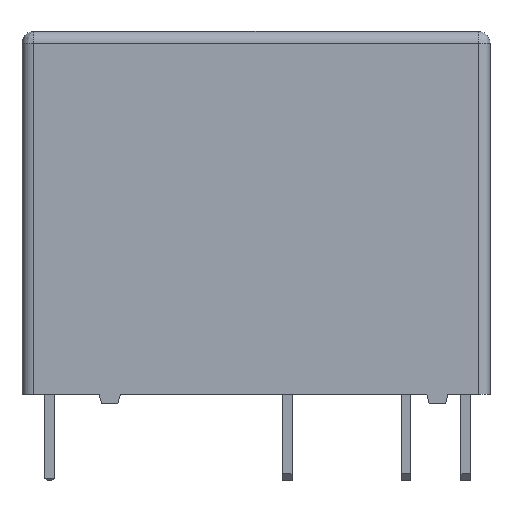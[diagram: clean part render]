
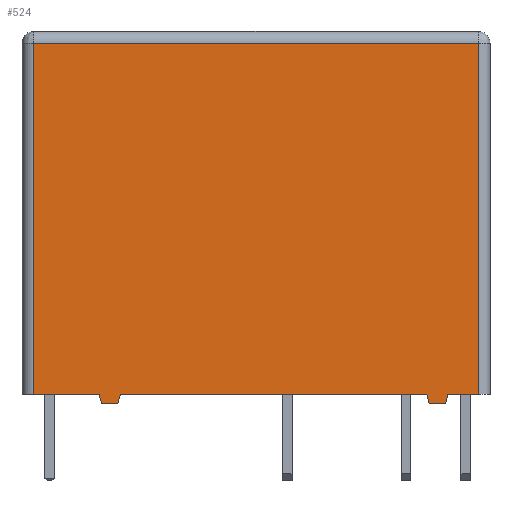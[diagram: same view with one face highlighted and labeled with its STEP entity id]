
A CAD part, front view. The second image highlights one B-rep face of the part: STEP entity #524.
In plain terms, the highlighted planar face has unit normal (0, -1, 0).
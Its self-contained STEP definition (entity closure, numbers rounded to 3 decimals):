
#13 = LINE ( 'NONE', #6784, #2044 ) ;
#368 = ORIENTED_EDGE ( 'NONE', *, *, #1026, .T. ) ;
#524 = ADVANCED_FACE ( 'NONE', ( #6523 ), #6412, .T. ) ;
#619 = EDGE_CURVE ( 'NONE', #13274, #5616, #3672, .T. ) ;
#769 = EDGE_CURVE ( 'NONE', #7238, #3756, #16473, .T. ) ;
#896 = EDGE_CURVE ( 'NONE', #3756, #7119, #17148, .T. ) ;
#1026 = EDGE_CURVE ( 'NONE', #5616, #13630, #2666, .T. ) ;
#1130 = CARTESIAN_POINT ( 'NONE',  ( -9.5, -5., 15.4 ) ) ;
#1133 = CARTESIAN_POINT ( 'NONE',  ( 7.3, -5., 0.4 ) ) ;
#1324 = EDGE_CURVE ( 'NONE', #13630, #15376, #8974, .T. ) ;
#1387 = ORIENTED_EDGE ( 'NONE', *, *, #12461, .T. ) ;
#1704 = EDGE_CURVE ( 'NONE', #4944, #3423, #10465, .T. ) ;
#2044 = VECTOR ( 'NONE', #3497, 1000. ) ;
#2174 = DIRECTION ( 'NONE',  ( 0.243, 0., 0.97 ) ) ;
#2226 = ORIENTED_EDGE ( 'NONE', *, *, #11762, .T. ) ;
#2232 = CARTESIAN_POINT ( 'NONE',  ( 9.5, -5., 8.004 ) ) ;
#2315 = DIRECTION ( 'NONE',  ( 0.243, 0., -0.97 ) ) ;
#2337 = VERTEX_POINT ( 'NONE', #20383 ) ;
#2666 = LINE ( 'NONE', #20977, #15203 ) ;
#3126 = DIRECTION ( 'NONE',  ( 0., -1., 0. ) ) ;
#3423 = VERTEX_POINT ( 'NONE', #14145 ) ;
#3451 = DIRECTION ( 'NONE',  ( 0., 0., -1. ) ) ;
#3497 = DIRECTION ( 'NONE',  ( -1., 0., 0. ) ) ;
#3537 = DIRECTION ( 'NONE',  ( 1., 0., 0. ) ) ;
#3672 = LINE ( 'NONE', #15500, #4513 ) ;
#3756 = VERTEX_POINT ( 'NONE', #9736 ) ;
#4513 = VECTOR ( 'NONE', #3451, 1000. ) ;
#4547 = ORIENTED_EDGE ( 'NONE', *, *, #1324, .T. ) ;
#4566 = EDGE_CURVE ( 'NONE', #10495, #2337, #17268, .T. ) ;
#4920 = DIRECTION ( 'NONE',  ( 1., 0., 0. ) ) ;
#4944 = VERTEX_POINT ( 'NONE', #9821 ) ;
#5536 = VECTOR ( 'NONE', #6307, 1000. ) ;
#5616 = VERTEX_POINT ( 'NONE', #11095 ) ;
#6307 = DIRECTION ( 'NONE',  ( 1., 0., 0. ) ) ;
#6412 = PLANE ( 'NONE',  #12922 ) ;
#6523 = FACE_OUTER_BOUND ( 'NONE', #13584, .T. ) ;
#6591 = ORIENTED_EDGE ( 'NONE', *, *, #1704, .T. ) ;
#6697 = ORIENTED_EDGE ( 'NONE', *, *, #4566, .T. ) ;
#6784 = CARTESIAN_POINT ( 'NONE',  ( 0.013, -5., 15.4 ) ) ;
#6816 = ORIENTED_EDGE ( 'NONE', *, *, #8822, .T. ) ;
#7119 = VERTEX_POINT ( 'NONE', #9809 ) ;
#7238 = VERTEX_POINT ( 'NONE', #17779 ) ;
#8229 = CARTESIAN_POINT ( 'NONE',  ( 0.013, -5., 0. ) ) ;
#8494 = VECTOR ( 'NONE', #2174, 1000. ) ;
#8666 = ORIENTED_EDGE ( 'NONE', *, *, #896, .T. ) ;
#8822 = EDGE_CURVE ( 'NONE', #2337, #7238, #18144, .T. ) ;
#8974 = LINE ( 'NONE', #17324, #21325 ) ;
#8984 = CARTESIAN_POINT ( 'NONE',  ( -6.7, -5., 0.4 ) ) ;
#9412 = CARTESIAN_POINT ( 'NONE',  ( -5.9, -5., 0. ) ) ;
#9576 = CARTESIAN_POINT ( 'NONE',  ( 0.013, -5., 0.4 ) ) ;
#9736 = CARTESIAN_POINT ( 'NONE',  ( 7.4, -5., 0. ) ) ;
#9809 = CARTESIAN_POINT ( 'NONE',  ( 8.1, -5., 0. ) ) ;
#9821 = CARTESIAN_POINT ( 'NONE',  ( 9.5, -5., 0.4 ) ) ;
#10009 = VERTEX_POINT ( 'NONE', #11524 ) ;
#10046 = DIRECTION ( 'NONE',  ( 0., 0., 1. ) ) ;
#10465 = LINE ( 'NONE', #2232, #12229 ) ;
#10495 = VERTEX_POINT ( 'NONE', #12784 ) ;
#11090 = VECTOR ( 'NONE', #16261, 1000. ) ;
#11095 = CARTESIAN_POINT ( 'NONE',  ( -9.5, -5., 0.4 ) ) ;
#11524 = CARTESIAN_POINT ( 'NONE',  ( 8.2, -5., 0.4 ) ) ;
#11762 = EDGE_CURVE ( 'NONE', #7119, #10009, #21033, .T. ) ;
#12095 = VECTOR ( 'NONE', #12326, 1000. ) ;
#12229 = VECTOR ( 'NONE', #10046, 1000. ) ;
#12326 = DIRECTION ( 'NONE',  ( 0.243, 0., 0.97 ) ) ;
#12461 = EDGE_CURVE ( 'NONE', #15376, #10495, #16547, .T. ) ;
#12784 = CARTESIAN_POINT ( 'NONE',  ( -5.9, -5., 0. ) ) ;
#12922 = AXIS2_PLACEMENT_3D ( 'NONE', #13097, #3126, #19806 ) ;
#13097 = CARTESIAN_POINT ( 'NONE',  ( 0.013, -5., 8.004 ) ) ;
#13274 = VERTEX_POINT ( 'NONE', #1130 ) ;
#13584 = EDGE_LOOP ( 'NONE', ( #16158, #15038, #368, #4547, #1387, #6697, #6816, #21112, #8666, #2226, #14651, #6591 ) ) ;
#13630 = VERTEX_POINT ( 'NONE', #8984 ) ;
#14145 = CARTESIAN_POINT ( 'NONE',  ( 9.5, -5., 15.4 ) ) ;
#14497 = DIRECTION ( 'NONE',  ( 0.243, 0., -0.97 ) ) ;
#14651 = ORIENTED_EDGE ( 'NONE', *, *, #18191, .T. ) ;
#15038 = ORIENTED_EDGE ( 'NONE', *, *, #619, .T. ) ;
#15203 = VECTOR ( 'NONE', #19328, 1000. ) ;
#15376 = VERTEX_POINT ( 'NONE', #17104 ) ;
#15500 = CARTESIAN_POINT ( 'NONE',  ( -9.5, -5., 8.004 ) ) ;
#15869 = VECTOR ( 'NONE', #4920, 1000. ) ;
#16158 = ORIENTED_EDGE ( 'NONE', *, *, #18037, .T. ) ;
#16261 = DIRECTION ( 'NONE',  ( 1., 0., 0. ) ) ;
#16473 = LINE ( 'NONE', #1133, #17492 ) ;
#16547 = LINE ( 'NONE', #8229, #15869 ) ;
#17104 = CARTESIAN_POINT ( 'NONE',  ( -6.6, -5., 0. ) ) ;
#17148 = LINE ( 'NONE', #18582, #21611 ) ;
#17268 = LINE ( 'NONE', #9412, #12095 ) ;
#17324 = CARTESIAN_POINT ( 'NONE',  ( -6.7, -5., 0.4 ) ) ;
#17492 = VECTOR ( 'NONE', #14497, 1000. ) ;
#17779 = CARTESIAN_POINT ( 'NONE',  ( 7.3, -5., 0.4 ) ) ;
#18037 = EDGE_CURVE ( 'NONE', #3423, #13274, #13, .T. ) ;
#18049 = CARTESIAN_POINT ( 'NONE',  ( 8.2, -5., 0.4 ) ) ;
#18144 = LINE ( 'NONE', #9576, #11090 ) ;
#18191 = EDGE_CURVE ( 'NONE', #10009, #4944, #21345, .T. ) ;
#18582 = CARTESIAN_POINT ( 'NONE',  ( 0.013, -5., 0. ) ) ;
#19064 = CARTESIAN_POINT ( 'NONE',  ( 8.1, -5., 0. ) ) ;
#19328 = DIRECTION ( 'NONE',  ( 1., 0., 0. ) ) ;
#19806 = DIRECTION ( 'NONE',  ( 0., 0., -1. ) ) ;
#20383 = CARTESIAN_POINT ( 'NONE',  ( -5.8, -5., 0.4 ) ) ;
#20977 = CARTESIAN_POINT ( 'NONE',  ( 0.013, -5., 0.4 ) ) ;
#21033 = LINE ( 'NONE', #19064, #8494 ) ;
#21112 = ORIENTED_EDGE ( 'NONE', *, *, #769, .T. ) ;
#21325 = VECTOR ( 'NONE', #2315, 1000. ) ;
#21345 = LINE ( 'NONE', #18049, #5536 ) ;
#21611 = VECTOR ( 'NONE', #3537, 1000. ) ;
